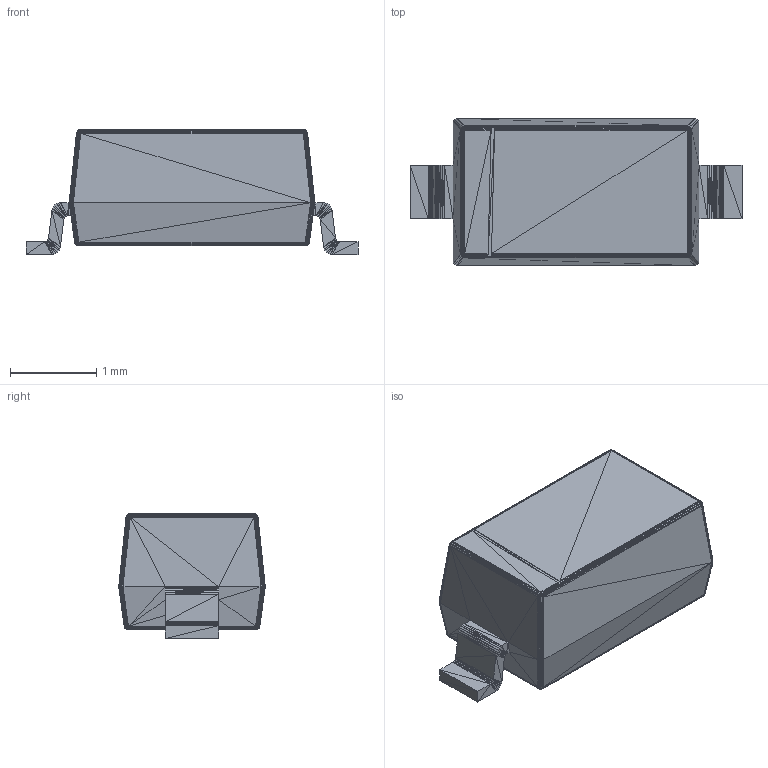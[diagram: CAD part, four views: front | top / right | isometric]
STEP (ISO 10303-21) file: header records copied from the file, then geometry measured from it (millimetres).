
FILE_DESCRIPTION(('auto-generated'),'2;1');
FILE_SCHEMA(('CONFIG_CONTROL_DESIGN'));
Bounding box: 3.85 x 1.7 x 1.45 mm (x, y, z)
Surface area: 22.6 mm2 (no closed solid volume)
Topology: 0 solids, 11 shells, 1820 faces, 2861 edges, 1043 vertices
Faces by surface type: plane 1820
Entity records: 28832 total; most frequent: ORIENTED_EDGE 5460, DIRECTION 4424, EDGE_CURVE 2861, LINE 2847, VECTOR 2020, AXIS2_PLACEMENT_3D 1821, PLANE 1820, EDGE_LOOP 1820
